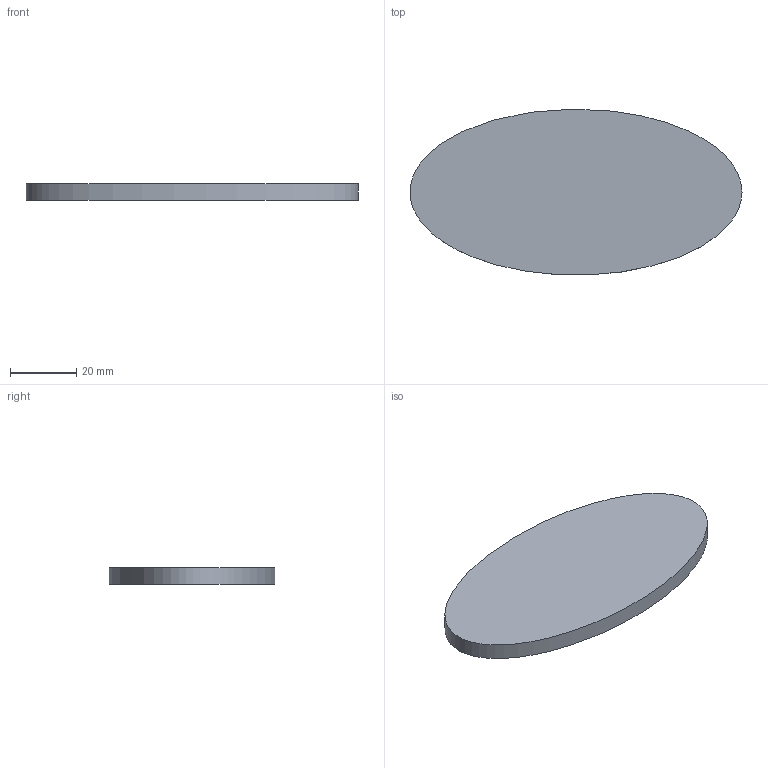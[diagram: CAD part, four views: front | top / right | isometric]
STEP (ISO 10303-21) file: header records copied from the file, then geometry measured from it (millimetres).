
FILE_DESCRIPTION(('Open CASCADE Model'),'2;1');
FILE_NAME('Open CASCADE Shape Model','2019-11-20T14:00:41',('Author'),( 'Open CASCADE'),'Open CASCADE STEP processor 7.1','Open CASCADE 7.1' ,'Unknown');
FILE_SCHEMA(('AUTOMOTIVE_DESIGN { 1 0 10303 214 1 1 1 1 }'));
Length unit declared in the file: millimetre
Products named in the file (10): Open CASCADE STEP translator 7.1 2; Open CASCADE STEP translator 7.1 2.1; Open CASCADE STEP translator 7.1 2.2; Open CASCADE STEP translator 7.1 2.4; Open CASCADE STEP translator 7.1 2.5; Open CASCADE STEP translator 7.1 2.7; Open CASCADE STEP translator 7.1 2.8; Open CASCADE STEP translator 7.1 2.10; Open CASCADE STEP translator 7.1 2.11; Open CASCADE STEP translator 7.1 2.12
Assembly tree (12 placements, depth 2):
  Open CASCADE STEP translator 7.1 2
    Open CASCADE STEP translator 7.1 2.1  x2
    Open CASCADE STEP translator 7.1 2.2
    Open CASCADE STEP translator 7.1 2.4  x2
    Open CASCADE STEP translator 7.1 2.5
    Open CASCADE STEP translator 7.1 2.7  x2
    Open CASCADE STEP translator 7.1 2.8
    Open CASCADE STEP translator 7.1 2.10
    Open CASCADE STEP translator 7.1 2.11
    Open CASCADE STEP translator 7.1 2.12
Bounding box: 99.99 x 49.91 x 5 mm (x, y, z)
Volume: 19635 mm3; surface area: 27195.2 mm2
Topology: 1 solids, 5 shells, 9 faces, 19 edges, 20 vertices
Faces by surface type: bspline 6, extrusion 3
Entity records: 751 total; most frequent: CARTESIAN_POINT 315, DIRECTION 74, AXIS2_PLACEMENT_3D 27, PRODUCT_DEFINITION_SHAPE 22, VECTOR 20, LINE 17, ORIENTED_EDGE 17, PCURVE 17
